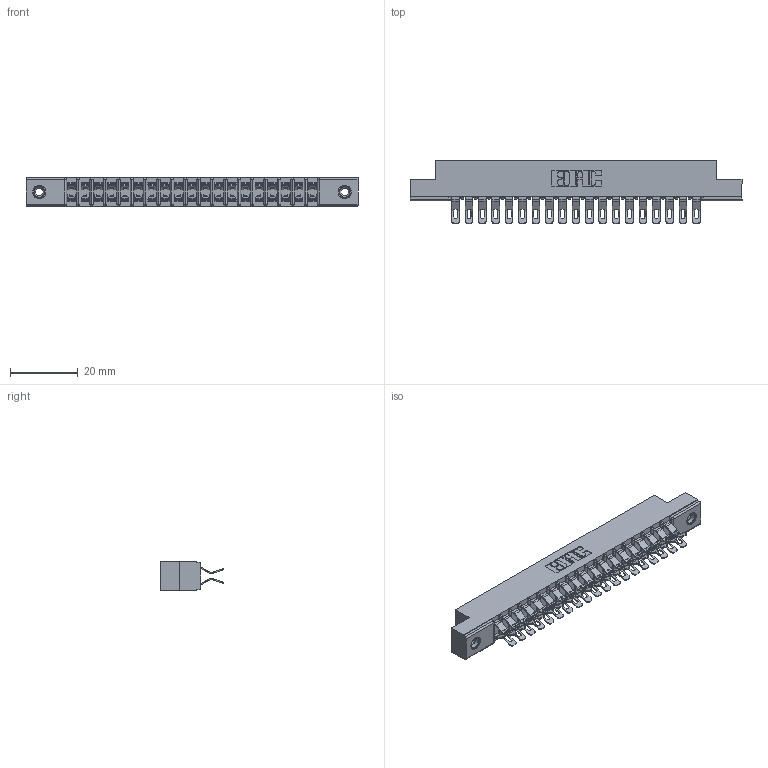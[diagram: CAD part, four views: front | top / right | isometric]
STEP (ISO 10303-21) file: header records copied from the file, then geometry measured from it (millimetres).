
FILE_DESCRIPTION (( 'STEP AP203' ), '1' );
FILE_NAME ('357-038-555-208.STEP', '2019-09-18T04:29:49', ( '' ), ( '' ), 'SwSTEP 2.0', 'SolidWorks 2016', '' );
FILE_SCHEMA (( 'CONFIG_CONTROL_DESIGN' ));
Length unit declared in the file: inch
Products named in the file (4): 357-038-555-208; 345-250-001_345-250-003-102; 307 Part_.156 Dia Mounting Holes; 307-290-001_555
Assembly tree (41 placements, depth 2):
  357-038-555-208
    307 Part_.156 Dia Mounting Holes
    307-290-001_555  x38
    345-250-001_345-250-003-102  x2
Bounding box: 98.3 x 18.75 x 8.71 mm (x, y, z)
Volume: 6536.8 mm3; surface area: 12036.1 mm2
Topology: 41 solids, 41 shells, 2516 faces, 7337 edges, 4778 vertices
Faces by surface type: plane 1394, cylinder 1066, sphere 40, cone 12, torus 4
Entity records: 21454 total; most frequent: CARTESIAN_POINT 3506, ORIENTED_EDGE 3468, DIRECTION 3460, EDGE_CURVE 1734, VECTOR 1308, LINE 1308, VERTEX_POINT 1122, AXIS2_PLACEMENT_3D 1076
